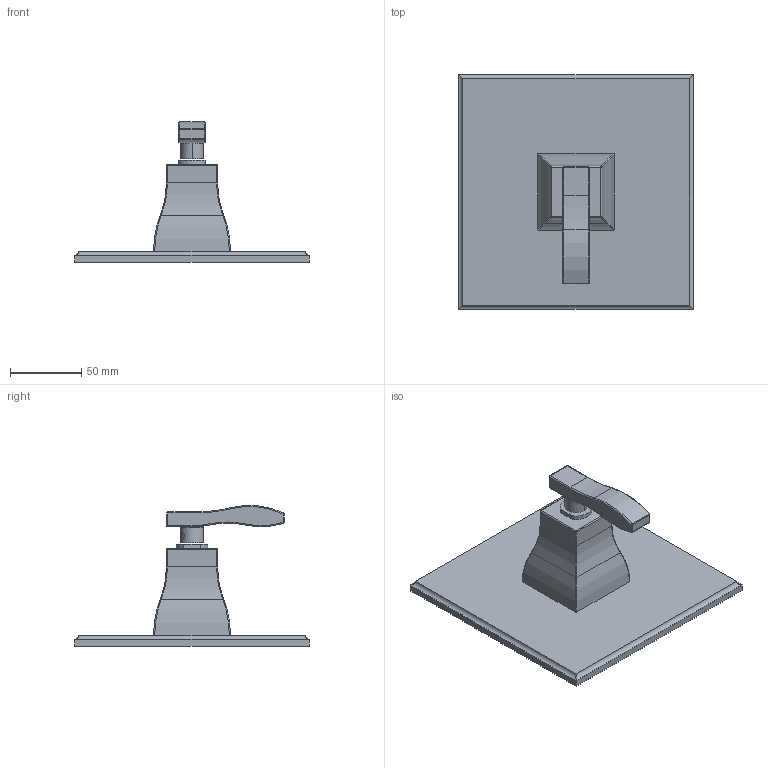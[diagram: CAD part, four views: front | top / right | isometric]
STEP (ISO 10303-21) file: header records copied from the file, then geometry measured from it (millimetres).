
FILE_DESCRIPTION((''),'2;1');
FILE_NAME('4-1044BP_WEB','2010-08-23T',('ramkumar'),(''),'PRO/ENGINEER BY PARAMETRIC TECHNOLOGY CORPORATION, 2009300','PRO/ENGINEER BY PARAMETRIC TECHNOLOGY CORPORATION, 2009300','');
FILE_SCHEMA(('CONFIG_CONTROL_DESIGN'));
Length unit declared in the file: inch
Products named in the file (1): 4-1044BP_WEB
Bounding box: 165.1 x 165.1 x 98.99 mm (x, y, z)
Surface area: 77081.7 mm2 (no closed solid volume)
Topology: 0 solids, 6 shells, 104 faces, 231 edges, 135 vertices
Faces by surface type: cylinder 43, plane 22, bspline 16, sphere 12, torus 11
Entity records: 3900 total; most frequent: CARTESIAN_POINT 1686, DIRECTION 457, ORIENTED_EDGE 434, EDGE_CURVE 231, AXIS2_PLACEMENT_3D 184, VERTEX_POINT 135, EDGE_LOOP 104, FACE_OUTER_BOUND 104
